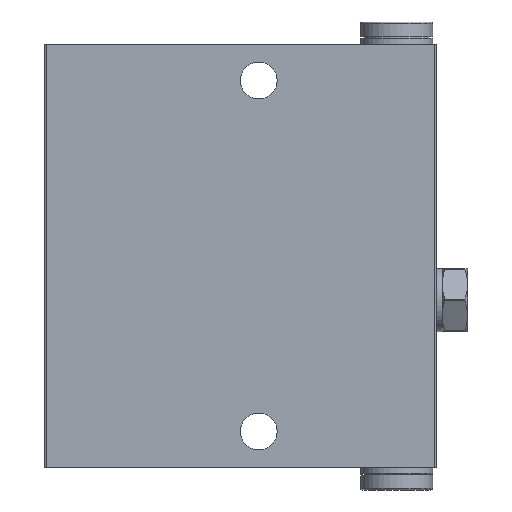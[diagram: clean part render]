
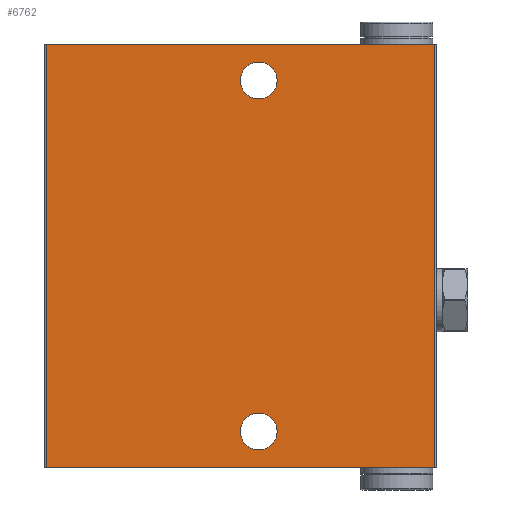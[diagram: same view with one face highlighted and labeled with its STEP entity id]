
A CAD part, front view. The second image highlights one B-rep face of the part: STEP entity #6762.
In plain terms, the highlighted planar face has unit normal (0, -1, 0).
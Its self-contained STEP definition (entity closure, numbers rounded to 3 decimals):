
#53=PLANE('',#7664);
#389=LINE('',#11088,#932);
#390=LINE('',#11094,#933);
#391=LINE('',#11096,#934);
#392=LINE('',#11098,#935);
#932=VECTOR('',#8452,1000.);
#933=VECTOR('',#8459,1000.);
#934=VECTOR('',#8460,1000.);
#935=VECTOR('',#8461,1000.);
#1686=ORIENTED_EDGE('',*,*,#3507,.F.);
#1687=ORIENTED_EDGE('',*,*,#3508,.F.);
#1688=ORIENTED_EDGE('',*,*,#3509,.F.);
#1689=ORIENTED_EDGE('',*,*,#3506,.F.);
#1690=ORIENTED_EDGE('',*,*,#3510,.T.);
#1691=ORIENTED_EDGE('',*,*,#3511,.T.);
#3506=EDGE_CURVE('',#4419,#4418,#389,.T.);
#3507=EDGE_CURVE('',#4420,#4420,#5029,.T.);
#3508=EDGE_CURVE('',#4421,#4421,#5030,.T.);
#3509=EDGE_CURVE('',#4418,#4422,#390,.T.);
#3510=EDGE_CURVE('',#4419,#4423,#391,.T.);
#3511=EDGE_CURVE('',#4423,#4422,#392,.T.);
#4418=VERTEX_POINT('',#11085);
#4419=VERTEX_POINT('',#11087);
#4420=VERTEX_POINT('',#11091);
#4421=VERTEX_POINT('',#11093);
#4422=VERTEX_POINT('',#11095);
#4423=VERTEX_POINT('',#11097);
#5029=CIRCLE('',#7665,2.05);
#5030=CIRCLE('',#7666,2.05);
#5337=EDGE_LOOP('',(#1686));
#5338=EDGE_LOOP('',(#1687));
#5339=EDGE_LOOP('',(#1688,#1689,#1690,#1691));
#6006=FACE_BOUND('',#5337,.T.);
#6007=FACE_BOUND('',#5338,.T.);
#6008=FACE_BOUND('',#5339,.T.);
#6762=ADVANCED_FACE('',(#6006,#6007,#6008),#53,.T.);
#7664=AXIS2_PLACEMENT_3D('',#11089,#8453,#8454);
#7665=AXIS2_PLACEMENT_3D('',#11090,#8455,#8456);
#7666=AXIS2_PLACEMENT_3D('',#11092,#8457,#8458);
#8452=DIRECTION('',(0.,0.,1.));
#8453=DIRECTION('',(0.,-1.,0.));
#8454=DIRECTION('',(0.,0.,-1.));
#8455=DIRECTION('',(0.,-1.,0.));
#8456=DIRECTION('',(0.,0.,-1.));
#8457=DIRECTION('',(0.,-1.,0.));
#8458=DIRECTION('',(0.,0.,-1.));
#8459=DIRECTION('',(1.,0.,0.));
#8460=DIRECTION('',(1.,0.,0.));
#8461=DIRECTION('',(0.,0.,1.));
#11085=CARTESIAN_POINT('',(-24.65,0.,0.));
#11087=CARTESIAN_POINT('',(-24.65,0.,-47.));
#11088=CARTESIAN_POINT('',(-24.65,0.,-47.));
#11089=CARTESIAN_POINT('',(-24.65,0.,-47.));
#11090=CARTESIAN_POINT('',(-5.15,0.,-43.));
#11091=CARTESIAN_POINT('',(-5.15,0.,-45.05));
#11092=CARTESIAN_POINT('',(-5.15,0.,-4.));
#11093=CARTESIAN_POINT('',(-5.15,0.,-6.05));
#11094=CARTESIAN_POINT('',(-24.65,0.,0.));
#11095=CARTESIAN_POINT('',(18.45,0.,0.));
#11096=CARTESIAN_POINT('',(-24.65,0.,-47.));
#11097=CARTESIAN_POINT('',(18.45,0.,-47.));
#11098=CARTESIAN_POINT('',(18.45,0.,-47.));
